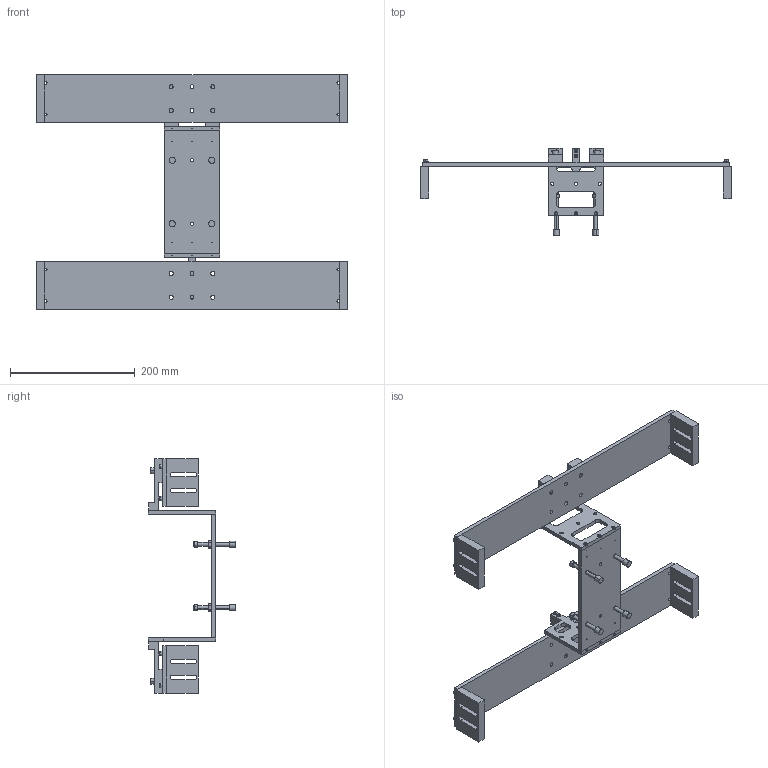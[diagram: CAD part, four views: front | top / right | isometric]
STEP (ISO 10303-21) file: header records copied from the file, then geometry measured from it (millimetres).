
FILE_DESCRIPTION (( 'STEP AP203' ), '1' );
FILE_NAME ('D1201214-v1.STEP', '2012-09-13T14:30:51', ( 'Dwayne Giardina' ), ( 'Microsoft' ), 'SwSTEP 2.0', 'SolidWorks 2012', '' );
FILE_SCHEMA (( 'CONFIG_CONTROL_DESIGN' ));
Length unit declared in the file: inch
Products named in the file (20): D1201214-v1; Ag-SST_HexNut_HN .25; D0900897_Advanced_LIGO_Earthquake_Stop_for_Glass_(No_Glass_Tip),_Simplified; D0900702_Advanced_LIGO_Viton_EQ_Stop_Tip; D0900906_Advanced_LIGO_Earthquake_Stop_Adjuster_and_Mount,_2_Inch; NAS 620 FLAT WASHERS_________ FLAT WASHERS NAS 620-C416L (1-4)  (OR EQUIV.); SST_Socketheadcapscrew_SHCS 0.25-20  X 0.75; D080163_OMC_Crossbar_Assy; SST_Socketheadcapscrew_SHCS #8-32  X 0.5; NAS 620 FLAT WASHERS_________ FLAT WASHERS NAS 620-C8  (OR EQUIV.); D080165_OMC_Crossbar_Side_Plate; D080164_OMC_Crossbar_Base_Plate; D070049_EQ_Bracket_Top_Assy; D070049-5_Right_Leg; D070049-4_Left_Leg; D070049-2_Side_Leg_Plate; D070049-6_Center_Leg; SST_Socketheadcapscrew_SHCS #4-40  X 0.375; D070049-3_Center_Leg_Plate; D070049-1_EQ_Bracket_Top_Center_Plate
Assembly tree (48 placements, depth 3):
  D1201214-v1
    D070049_EQ_Bracket_Top_Assy
      D070049-1_EQ_Bracket_Top_Center_Plate
      D070049-3_Center_Leg_Plate
      SST_Socketheadcapscrew_SHCS #4-40  X 0.375  x12
      D070049-6_Center_Leg
      D070049-2_Side_Leg_Plate
      D070049-4_Left_Leg
      D070049-5_Right_Leg
    D080163_OMC_Crossbar_Assy  x2
      D080164_OMC_Crossbar_Base_Plate
      D080165_OMC_Crossbar_Side_Plate
      NAS 620 FLAT WASHERS_________ FLAT WASHERS NAS 620-C8  (OR EQUIV.)
      SST_Socketheadcapscrew_SHCS #8-32  X 0.5
    SST_Socketheadcapscrew_SHCS 0.25-20  X 0.75  x3
    NAS 620 FLAT WASHERS_________ FLAT WASHERS NAS 620-C416L (1-4)  (OR EQUIV.)  x3
    D0900897_Advanced_LIGO_Earthquake_Stop_for_Glass_(No_Glass_Tip),_Simplified  x4
      D0900906_Advanced_LIGO_Earthquake_Stop_Adjuster_and_Mount,_2_Inch
      D0900702_Advanced_LIGO_Viton_EQ_Stop_Tip
    Ag-SST_HexNut_HN .25  x4
Bounding box: 497.85 x 140.36 x 375.41 mm (x, y, z)
Volume: 880540.8 mm3; surface area: 323735.8 mm2
Topology: 58 solids, 58 shells, 1138 faces, 2648 edges, 1692 vertices
Faces by surface type: plane 514, cylinder 444, cone 172, torus 8
Entity records: 16651 total; most frequent: CARTESIAN_POINT 2671, DIRECTION 2443, ORIENTED_EDGE 2142, EDGE_CURVE 1071, AXIS2_PLACEMENT_3D 924, VERTEX_POINT 702, LINE 595, VECTOR 595
